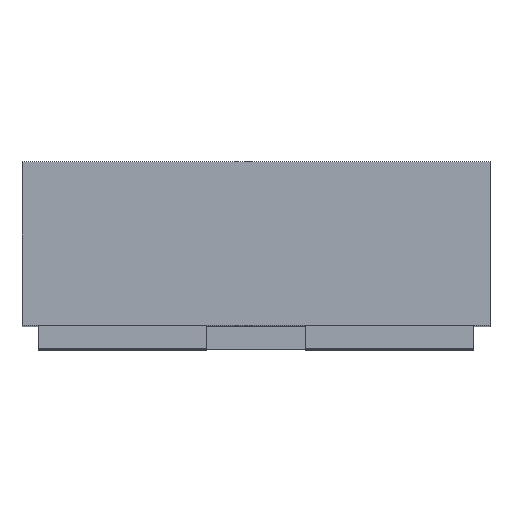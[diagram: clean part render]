
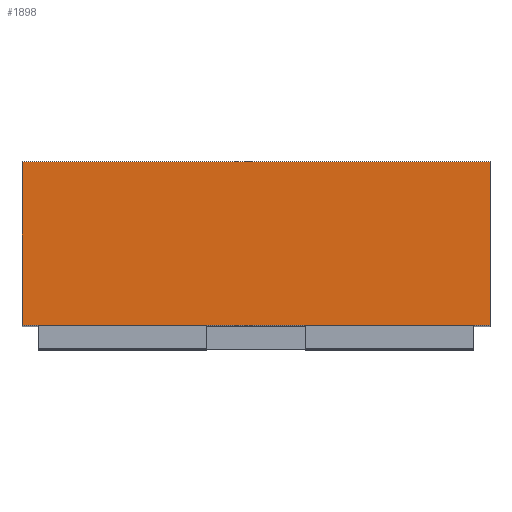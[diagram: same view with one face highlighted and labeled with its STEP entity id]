
A CAD part, top view. The second image highlights one B-rep face of the part: STEP entity #1898.
In plain terms, the highlighted planar face has unit normal (0, 0, 1).
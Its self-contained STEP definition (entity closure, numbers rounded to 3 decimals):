
#33 = FACE_OUTER_BOUND ( 'NONE', #2206, .T. ) ;
#43 = VERTEX_POINT ( 'NONE', #4255 ) ;
#448 = EDGE_CURVE ( 'NONE', #3068, #1495, #2183, .T. ) ;
#660 = DIRECTION ( 'NONE',  ( -1., 0., 0. ) ) ;
#894 = CARTESIAN_POINT ( 'NONE',  ( -0.5, 0.05, 0.95 ) ) ;
#1187 = ORIENTED_EDGE ( 'NONE', *, *, #2660, .F. ) ;
#1456 = CARTESIAN_POINT ( 'NONE',  ( -0.5, 0.4, 0.95 ) ) ;
#1495 = VERTEX_POINT ( 'NONE', #894 ) ;
#1780 = VECTOR ( 'NONE', #4709, 1000. ) ;
#1898 = ADVANCED_FACE ( 'NONE', ( #33 ), #3346, .F. ) ;
#2075 = ORIENTED_EDGE ( 'NONE', *, *, #448, .T. ) ;
#2183 = LINE ( 'NONE', #3162, #3825 ) ;
#2206 = EDGE_LOOP ( 'NONE', ( #4152, #2964, #1187, #2075 ) ) ;
#2227 = AXIS2_PLACEMENT_3D ( 'NONE', #3772, #3021, #660 ) ;
#2247 = EDGE_CURVE ( 'NONE', #1495, #4417, #3571, .T. ) ;
#2358 = VECTOR ( 'NONE', #4243, 1000. ) ;
#2660 = EDGE_CURVE ( 'NONE', #3068, #43, #4729, .T. ) ;
#2695 = DIRECTION ( 'NONE',  ( 0., -1., 0. ) ) ;
#2964 = ORIENTED_EDGE ( 'NONE', *, *, #3278, .F. ) ;
#2971 = CARTESIAN_POINT ( 'NONE',  ( -0.5, 0.4, 0.95 ) ) ;
#3021 = DIRECTION ( 'NONE',  ( 0., 0., -1. ) ) ;
#3068 = VERTEX_POINT ( 'NONE', #1456 ) ;
#3114 = VECTOR ( 'NONE', #3756, 1000. ) ;
#3162 = CARTESIAN_POINT ( 'NONE',  ( -0.5, 0.4, 0.95 ) ) ;
#3278 = EDGE_CURVE ( 'NONE', #43, #4417, #4040, .T. ) ;
#3346 = PLANE ( 'NONE',  #2227 ) ;
#3571 = LINE ( 'NONE', #4786, #1780 ) ;
#3756 = DIRECTION ( 'NONE',  ( 1., 0., 0. ) ) ;
#3772 = CARTESIAN_POINT ( 'NONE',  ( -0.5, 0.4, 0.95 ) ) ;
#3825 = VECTOR ( 'NONE', #2695, 1000. ) ;
#3919 = CARTESIAN_POINT ( 'NONE',  ( 0.5, 0.05, 0.95 ) ) ;
#4040 = LINE ( 'NONE', #4642, #2358 ) ;
#4152 = ORIENTED_EDGE ( 'NONE', *, *, #2247, .T. ) ;
#4243 = DIRECTION ( 'NONE',  ( 0., -1., 0. ) ) ;
#4255 = CARTESIAN_POINT ( 'NONE',  ( 0.5, 0.4, 0.95 ) ) ;
#4417 = VERTEX_POINT ( 'NONE', #3919 ) ;
#4642 = CARTESIAN_POINT ( 'NONE',  ( 0.5, 0.4, 0.95 ) ) ;
#4709 = DIRECTION ( 'NONE',  ( 1., 0., 0. ) ) ;
#4729 = LINE ( 'NONE', #2971, #3114 ) ;
#4786 = CARTESIAN_POINT ( 'NONE',  ( -0.5, 0.05, 0.95 ) ) ;
